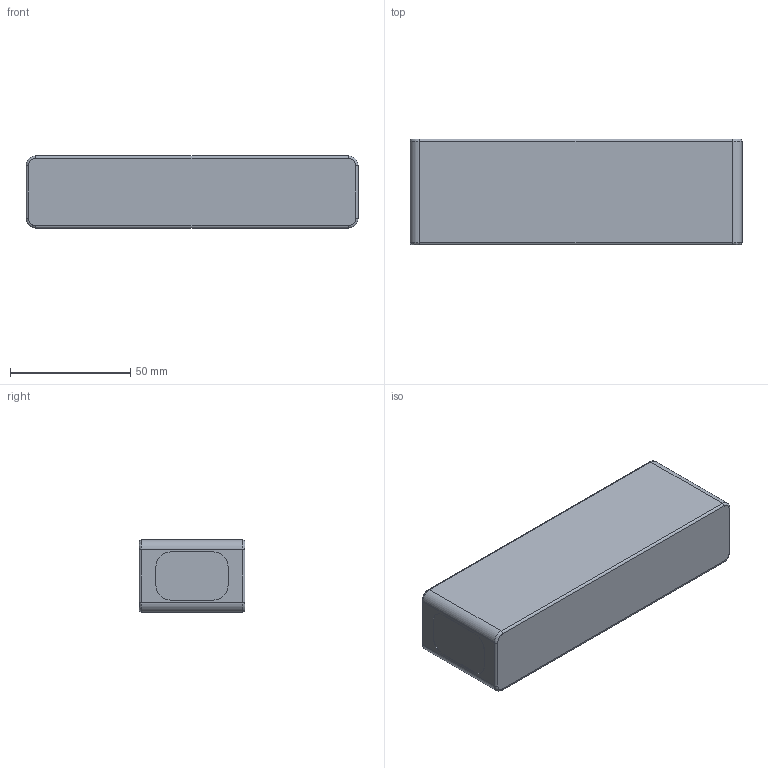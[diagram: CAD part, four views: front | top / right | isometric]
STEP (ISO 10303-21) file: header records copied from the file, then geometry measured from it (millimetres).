
FILE_DESCRIPTION (( 'STEP AP203' ), '1' );
FILE_NAME ('Turnigy 3300mAh 4S_Default_sldprt.STEP', '2022-06-23T14:46:30', ( '' ), ( '' ), 'SwSTEP 2.0', 'SolidWorks 2020', '' );
FILE_SCHEMA (( 'CONFIG_CONTROL_DESIGN' ));
Length unit declared in the file: inch
Products named in the file (1): Turnigy 3300mAh 4S_Default_sldprt
Bounding box: 138 x 44 x 30 mm (x, y, z)
Volume: 181189.1 mm3; surface area: 22487.1 mm2
Topology: 1 solids, 1 shells, 44 faces, 104 edges, 64 vertices
Faces by surface type: cylinder 20, plane 16, bspline 8
Entity records: 1512 total; most frequent: CARTESIAN_POINT 437, DIRECTION 210, ORIENTED_EDGE 208, EDGE_CURVE 104, AXIS2_PLACEMENT_3D 77, VERTEX_POINT 64, LINE 56, VECTOR 56
